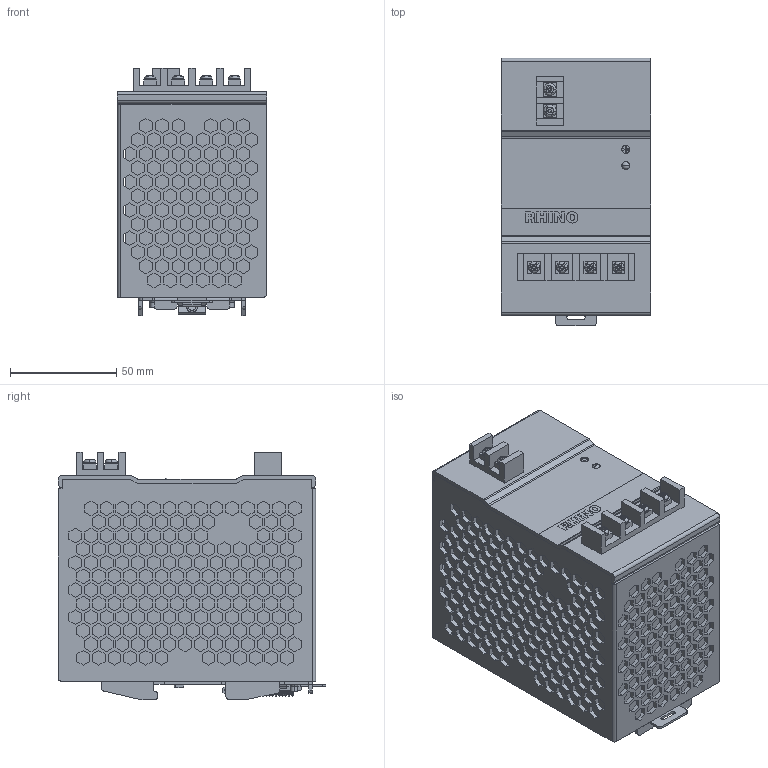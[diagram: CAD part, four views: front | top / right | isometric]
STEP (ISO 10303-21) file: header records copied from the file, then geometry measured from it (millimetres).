
FILE_DESCRIPTION (( 'STEP AP203' ), '1' );
FILE_NAME ('PSB24-060-3..STEP', '2011-10-11T14:13:01', ( '.adc' ), ( '' ), 'SwSTEP 2.0', 'SolidWorks 2011', '' );
FILE_SCHEMA (( 'CONFIG_CONTROL_DESIGN' ));
Products named in the file (1): PSB24-060-3.
Bounding box: 70.1 x 125.63 x 116.13 mm (x, y, z)
Volume: 734418.6 mm3; surface area: 156938.4 mm2
Topology: 2 solids, 2 shells, 3866 faces, 11103 edges, 7391 vertices
Faces by surface type: plane 3698, cylinder 97, cone 24, bspline 23, torus 21, sphere 3
Entity records: 130297 total; most frequent: CARTESIAN_POINT 27371, ORIENTED_EDGE 22204, DIRECTION 18944, EDGE_CURVE 11102, VECTOR 10622, LINE 10622, VERTEX_POINT 7391, EDGE_LOOP 4803
